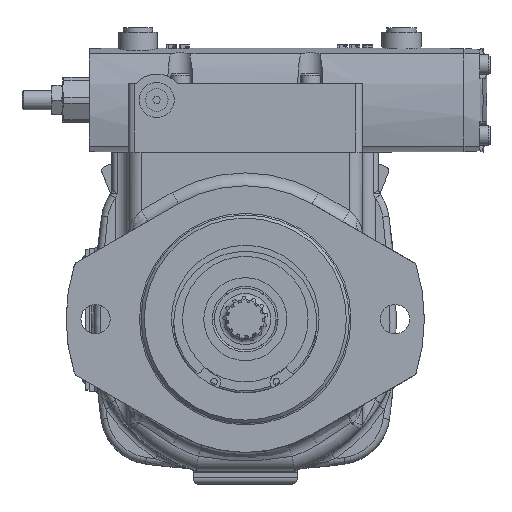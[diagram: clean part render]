
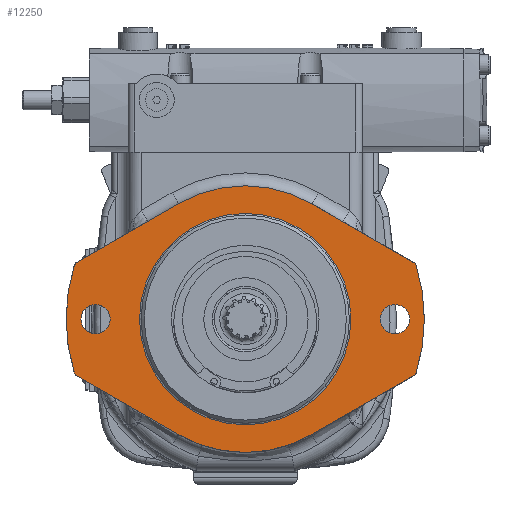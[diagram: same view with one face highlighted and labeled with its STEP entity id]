
A CAD part, top view. The second image highlights one B-rep face of the part: STEP entity #12250.
In plain terms, the highlighted planar face has unit normal (0, 0, -1).
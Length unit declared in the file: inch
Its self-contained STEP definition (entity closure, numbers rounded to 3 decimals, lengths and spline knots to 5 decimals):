
#6603=CARTESIAN_POINT('',(-3.28073,1.0346,7.));
#6604=VERTEX_POINT('',#6603);
#6605=CARTESIAN_POINT('',(-3.28073,-1.0346,7.));
#6606=VERTEX_POINT('',#6605);
#6607=CARTESIAN_POINT('',(0.0,0.0,7.));
#6608=DIRECTION('',(0.0,0.0,1.0));
#6609=DIRECTION('',(-0.954,0.301,0.0));
#6610=AXIS2_PLACEMENT_3D('',#6607,#6608,#6609);
#6611=CIRCLE('',#6610,3.44);
#6612=EDGE_CURVE('',#6604,#6606,#6611,.T.);
#6811=CARTESIAN_POINT('',(-3.2399,1.08548,7.));
#6812=VERTEX_POINT('',#6811);
#6813=CARTESIAN_POINT('',(-3.1949,1.00754,7.));
#6814=DIRECTION('',(0.0,0.0,1.0));
#6815=DIRECTION('',(-0.5,0.866,0.0));
#6816=AXIS2_PLACEMENT_3D('',#6813,#6814,#6815);
#6817=CIRCLE('',#6816,0.09);
#6818=EDGE_CURVE('',#6812,#6604,#6817,.T.);
#6844=CARTESIAN_POINT('',(-3.2399,-1.08548,7.));
#6845=VERTEX_POINT('',#6844);
#6846=CARTESIAN_POINT('',(-3.1949,-1.00754,7.));
#6847=DIRECTION('',(0.0,0.0,1.0));
#6848=DIRECTION('',(-0.954,-0.301,0.0));
#6849=AXIS2_PLACEMENT_3D('',#6846,#6847,#6848);
#6850=CIRCLE('',#6849,0.09);
#6851=EDGE_CURVE('',#6606,#6845,#6850,.T.);
#7828=CARTESIAN_POINT('',(-2.594,0.0,7.));
#7829=VERTEX_POINT('',#7828);
#7830=CARTESIAN_POINT('',(-2.875,0.0,7.));
#7831=DIRECTION('',(0.0,0.0,1.0));
#7832=DIRECTION('',(1.0,0.0,0.0));
#7833=AXIS2_PLACEMENT_3D('',#7830,#7831,#7832);
#7834=CIRCLE('',#7833,0.281);
#7835=EDGE_CURVE('',#7829,#7829,#7834,.T.);
#7856=CARTESIAN_POINT('',(3.156,0.0,7.));
#7857=VERTEX_POINT('',#7856);
#7858=CARTESIAN_POINT('',(2.875,0.0,7.));
#7859=DIRECTION('',(0.0,0.0,1.0));
#7860=DIRECTION('',(1.0,0.0,0.0));
#7861=AXIS2_PLACEMENT_3D('',#7858,#7859,#7860);
#7862=CIRCLE('',#7861,0.281);
#7863=EDGE_CURVE('',#7857,#7857,#7862,.T.);
#7876=CARTESIAN_POINT('',(0.,-2.03,7.));
#7877=VERTEX_POINT('',#7876);
#7878=CARTESIAN_POINT('',(0.0,0.0,7.));
#7879=DIRECTION('',(0.0,0.0,1.0));
#7880=DIRECTION('',(0.0,-1.0,0.0));
#7881=AXIS2_PLACEMENT_3D('',#7878,#7879,#7880);
#7882=CIRCLE('',#7881,2.03);
#7883=EDGE_CURVE('',#7877,#7877,#7882,.T.);
#9737=CARTESIAN_POINT('',(3.28073,-1.0346,7.));
#9738=VERTEX_POINT('',#9737);
#9739=CARTESIAN_POINT('',(3.28073,1.0346,7.));
#9740=VERTEX_POINT('',#9739);
#9741=CARTESIAN_POINT('',(0.0,0.0,7.));
#9742=DIRECTION('',(0.0,0.0,1.0));
#9743=DIRECTION('',(0.954,-0.301,0.0));
#9744=AXIS2_PLACEMENT_3D('',#9741,#9742,#9743);
#9745=CIRCLE('',#9744,3.44);
#9746=EDGE_CURVE('',#9738,#9740,#9745,.T.);
#9787=CARTESIAN_POINT('',(1.28,-2.21703,7.));
#9788=VERTEX_POINT('',#9787);
#9789=CARTESIAN_POINT('',(3.2399,-1.08548,7.));
#9790=VERTEX_POINT('',#9789);
#9791=CARTESIAN_POINT('',(1.28,-2.21703,7.));
#9792=DIRECTION('',(0.866,0.5,0.0));
#9793=VECTOR('',#9792,2.2631);
#9794=LINE('',#9791,#9793);
#9795=EDGE_CURVE('',#9788,#9790,#9794,.T.);
#9823=CARTESIAN_POINT('',(-1.28,-2.21703,7.));
#9824=VERTEX_POINT('',#9823);
#9825=CARTESIAN_POINT('',(0.0,0.0,7.));
#9826=DIRECTION('',(0.0,0.0,1.0));
#9827=DIRECTION('',(-0.5,-0.866,0.0));
#9828=AXIS2_PLACEMENT_3D('',#9825,#9826,#9827);
#9829=CIRCLE('',#9828,2.56);
#9830=EDGE_CURVE('',#9824,#9788,#9829,.T.);
#9852=CARTESIAN_POINT('',(-3.2399,-1.08548,7.));
#9853=DIRECTION('',(0.866,-0.5,0.0));
#9854=VECTOR('',#9853,2.2631);
#9855=LINE('',#9852,#9854);
#9856=EDGE_CURVE('',#6845,#9824,#9855,.T.);
#9906=CARTESIAN_POINT('',(-1.28,2.21703,7.));
#9907=VERTEX_POINT('',#9906);
#9908=CARTESIAN_POINT('',(-1.28,2.21703,7.));
#9909=DIRECTION('',(-0.866,-0.5,0.0));
#9910=VECTOR('',#9909,2.2631);
#9911=LINE('',#9908,#9910);
#9912=EDGE_CURVE('',#9907,#6812,#9911,.T.);
#9985=CARTESIAN_POINT('',(1.28,2.21703,7.));
#9986=VERTEX_POINT('',#9985);
#9987=CARTESIAN_POINT('',(0.0,0.0,7.));
#9988=DIRECTION('',(0.0,0.0,1.0));
#9989=DIRECTION('',(0.5,0.866,0.0));
#9990=AXIS2_PLACEMENT_3D('',#9987,#9988,#9989);
#9991=CIRCLE('',#9990,2.56);
#9992=EDGE_CURVE('',#9986,#9907,#9991,.T.);
#10894=CARTESIAN_POINT('',(3.1949,-1.00754,7.));
#10895=DIRECTION('',(0.0,0.0,1.0));
#10896=DIRECTION('',(0.5,-0.866,0.0));
#10897=AXIS2_PLACEMENT_3D('',#10894,#10895,#10896);
#10898=CIRCLE('',#10897,0.09);
#10899=EDGE_CURVE('',#9790,#9738,#10898,.T.);
#10912=CARTESIAN_POINT('',(3.2399,1.08548,7.));
#10913=VERTEX_POINT('',#10912);
#10914=CARTESIAN_POINT('',(3.1949,1.00754,7.));
#10915=DIRECTION('',(0.0,0.0,1.0));
#10916=DIRECTION('',(0.954,0.301,0.0));
#10917=AXIS2_PLACEMENT_3D('',#10914,#10915,#10916);
#10918=CIRCLE('',#10917,0.09);
#10919=EDGE_CURVE('',#9740,#10913,#10918,.T.);
#12217=CARTESIAN_POINT('',(-3.57958,0.0,7.));
#12218=DIRECTION('',(0.0,0.0,-1.0));
#12219=DIRECTION('',(-1.0,0.0,0.0));
#12220=AXIS2_PLACEMENT_3D('',#12217,#12218,#12219);
#12221=PLANE('',#12220);
#12222=CARTESIAN_POINT('',(1.28,2.21703,7.));
#12223=DIRECTION('',(0.866,-0.5,0.0));
#12224=VECTOR('',#12223,2.2631);
#12225=LINE('',#12222,#12224);
#12226=EDGE_CURVE('',#9986,#10913,#12225,.T.);
#12227=ORIENTED_EDGE('',*,*,#12226,.T.);
#12228=ORIENTED_EDGE('',*,*,#10919,.F.);
#12229=ORIENTED_EDGE('',*,*,#9746,.F.);
#12230=ORIENTED_EDGE('',*,*,#10899,.F.);
#12231=ORIENTED_EDGE('',*,*,#9795,.F.);
#12232=ORIENTED_EDGE('',*,*,#9830,.F.);
#12233=ORIENTED_EDGE('',*,*,#9856,.F.);
#12234=ORIENTED_EDGE('',*,*,#6851,.F.);
#12235=ORIENTED_EDGE('',*,*,#6612,.F.);
#12236=ORIENTED_EDGE('',*,*,#6818,.F.);
#12237=ORIENTED_EDGE('',*,*,#9912,.F.);
#12238=ORIENTED_EDGE('',*,*,#9992,.F.);
#12239=EDGE_LOOP('',(#12227,#12228,#12229,#12230,#12231,#12232,#12233,#12234,#12235,#12236,#12237,#12238));
#12240=FACE_OUTER_BOUND('',#12239,.T.);
#12241=ORIENTED_EDGE('',*,*,#7835,.T.);
#12242=EDGE_LOOP('',(#12241));
#12243=FACE_BOUND('',#12242,.T.);
#12244=ORIENTED_EDGE('',*,*,#7863,.T.);
#12245=EDGE_LOOP('',(#12244));
#12246=FACE_BOUND('',#12245,.T.);
#12247=ORIENTED_EDGE('',*,*,#7883,.T.);
#12248=EDGE_LOOP('',(#12247));
#12249=FACE_BOUND('',#12248,.T.);
#12250=ADVANCED_FACE('',(#12240,#12243,#12246,#12249),#12221,.T.);
